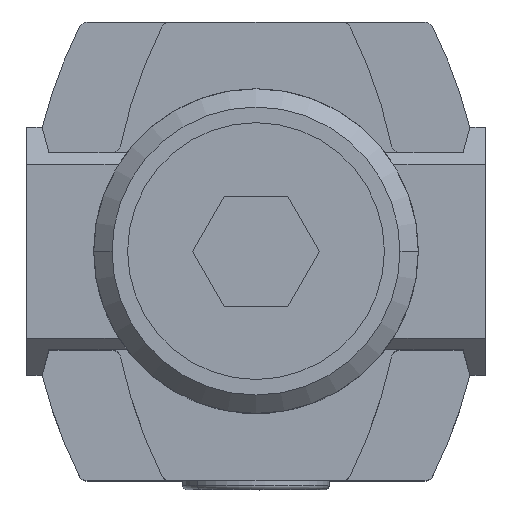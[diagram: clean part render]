
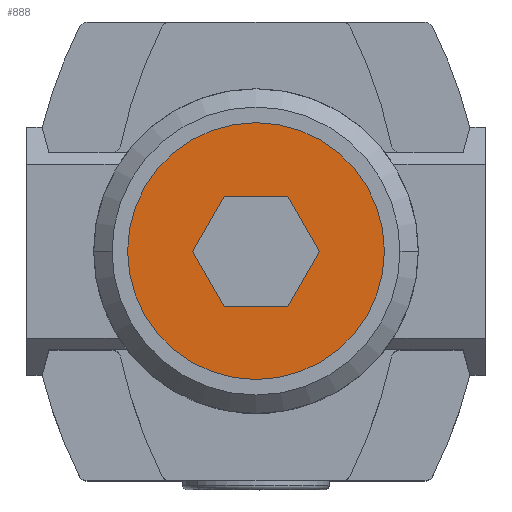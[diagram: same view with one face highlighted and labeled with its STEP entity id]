
A CAD part, top view. The second image highlights one B-rep face of the part: STEP entity #888.
In plain terms, the highlighted planar face has unit normal (0, 0, 1).
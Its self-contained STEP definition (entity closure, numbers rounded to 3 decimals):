
#453 = AXIS2_PLACEMENT_3D ( 'NONE', #8670, #1461, #7907 ) ;
#790 = LINE ( 'NONE', #3689, #2525 ) ;
#825 = DIRECTION ( 'NONE',  ( -0.5, -0.866, 0. ) ) ;
#888 = ADVANCED_FACE ( 'NONE', ( #5280, #2463 ), #5048, .F. ) ;
#918 = EDGE_CURVE ( 'NONE', #7923, #9446, #6701, .T. ) ;
#975 = EDGE_CURVE ( 'NONE', #10010, #9623, #790, .T. ) ;
#1060 = VECTOR ( 'NONE', #7959, 1000. ) ;
#1219 = AXIS2_PLACEMENT_3D ( 'NONE', #7024, #9715, #11364 ) ;
#1461 = DIRECTION ( 'NONE',  ( 0., 0., -1. ) ) ;
#1568 = CARTESIAN_POINT ( 'NONE',  ( 1.732, 3., 25.3 ) ) ;
#1788 = EDGE_LOOP ( 'NONE', ( #7822, #8306, #8896, #3952, #10847, #10706 ) ) ;
#2095 = VERTEX_POINT ( 'NONE', #3933 ) ;
#2332 = LINE ( 'NONE', #6732, #3282 ) ;
#2463 = FACE_OUTER_BOUND ( 'NONE', #5411, .T. ) ;
#2525 = VECTOR ( 'NONE', #5457, 1000. ) ;
#2886 = VERTEX_POINT ( 'NONE', #3170 ) ;
#3170 = CARTESIAN_POINT ( 'NONE',  ( 1.732, -3., 25.3 ) ) ;
#3282 = VECTOR ( 'NONE', #4920, 1000. ) ;
#3403 = DIRECTION ( 'NONE',  ( 0.5, -0.866, 0. ) ) ;
#3560 = VECTOR ( 'NONE', #3403, 1000. ) ;
#3689 = CARTESIAN_POINT ( 'NONE',  ( 3.464, 0., 25.3 ) ) ;
#3817 = DIRECTION ( 'NONE',  ( 0., 0., -1. ) ) ;
#3933 = CARTESIAN_POINT ( 'NONE',  ( -3.464, 0., 25.3 ) ) ;
#3952 = ORIENTED_EDGE ( 'NONE', *, *, #11080, .F. ) ;
#3981 = VERTEX_POINT ( 'NONE', #9767 ) ;
#4706 = CARTESIAN_POINT ( 'NONE',  ( -7., 0., 25.3 ) ) ;
#4776 = ORIENTED_EDGE ( 'NONE', *, *, #918, .F. ) ;
#4816 = CARTESIAN_POINT ( 'NONE',  ( 1.732, 3., 25.3 ) ) ;
#4920 = DIRECTION ( 'NONE',  ( 1., 0., 0. ) ) ;
#5048 = PLANE ( 'NONE',  #1219 ) ;
#5159 = DIRECTION ( 'NONE',  ( 0.5, 0.866, 0. ) ) ;
#5280 = FACE_BOUND ( 'NONE', #1788, .T. ) ;
#5411 = EDGE_LOOP ( 'NONE', ( #10348, #4776 ) ) ;
#5457 = DIRECTION ( 'NONE',  ( -0.5, 0.866, 0. ) ) ;
#5699 = DIRECTION ( 'NONE',  ( 1., 0., 0. ) ) ;
#6129 = LINE ( 'NONE', #1568, #1060 ) ;
#6214 = VECTOR ( 'NONE', #825, 1000. ) ;
#6269 = CARTESIAN_POINT ( 'NONE',  ( -1.732, 3., 25.3 ) ) ;
#6701 = CIRCLE ( 'NONE', #453, 7. ) ;
#6732 = CARTESIAN_POINT ( 'NONE',  ( -1.732, -3., 25.3 ) ) ;
#6852 = EDGE_CURVE ( 'NONE', #2886, #10010, #11536, .T. ) ;
#6892 = LINE ( 'NONE', #7951, #3560 ) ;
#7024 = CARTESIAN_POINT ( 'NONE',  ( 0., 0., 25.3 ) ) ;
#7420 = CARTESIAN_POINT ( 'NONE',  ( -1.732, -3., 25.3 ) ) ;
#7437 = CIRCLE ( 'NONE', #8371, 7. ) ;
#7721 = EDGE_CURVE ( 'NONE', #9446, #7923, #7437, .T. ) ;
#7733 = CARTESIAN_POINT ( 'NONE',  ( 3.464, 0., 25.3 ) ) ;
#7822 = ORIENTED_EDGE ( 'NONE', *, *, #6852, .F. ) ;
#7871 = EDGE_CURVE ( 'NONE', #8044, #2886, #2332, .T. ) ;
#7907 = DIRECTION ( 'NONE',  ( 1., 0., 0. ) ) ;
#7923 = VERTEX_POINT ( 'NONE', #10784 ) ;
#7951 = CARTESIAN_POINT ( 'NONE',  ( -3.464, 0., 25.3 ) ) ;
#7959 = DIRECTION ( 'NONE',  ( -1., 0., 0. ) ) ;
#8044 = VERTEX_POINT ( 'NONE', #7420 ) ;
#8158 = LINE ( 'NONE', #6269, #6214 ) ;
#8306 = ORIENTED_EDGE ( 'NONE', *, *, #7871, .F. ) ;
#8371 = AXIS2_PLACEMENT_3D ( 'NONE', #11099, #3817, #5699 ) ;
#8670 = CARTESIAN_POINT ( 'NONE',  ( 0., 0., 25.3 ) ) ;
#8711 = VECTOR ( 'NONE', #5159, 1000. ) ;
#8896 = ORIENTED_EDGE ( 'NONE', *, *, #10852, .F. ) ;
#9446 = VERTEX_POINT ( 'NONE', #4706 ) ;
#9623 = VERTEX_POINT ( 'NONE', #4816 ) ;
#9715 = DIRECTION ( 'NONE',  ( 0., 0., -1. ) ) ;
#9758 = EDGE_CURVE ( 'NONE', #9623, #3981, #6129, .T. ) ;
#9767 = CARTESIAN_POINT ( 'NONE',  ( -1.732, 3., 25.3 ) ) ;
#10010 = VERTEX_POINT ( 'NONE', #7733 ) ;
#10348 = ORIENTED_EDGE ( 'NONE', *, *, #7721, .F. ) ;
#10706 = ORIENTED_EDGE ( 'NONE', *, *, #975, .F. ) ;
#10784 = CARTESIAN_POINT ( 'NONE',  ( 7., 0., 25.3 ) ) ;
#10847 = ORIENTED_EDGE ( 'NONE', *, *, #9758, .F. ) ;
#10852 = EDGE_CURVE ( 'NONE', #2095, #8044, #6892, .T. ) ;
#11080 = EDGE_CURVE ( 'NONE', #3981, #2095, #8158, .T. ) ;
#11099 = CARTESIAN_POINT ( 'NONE',  ( 0., 0., 25.3 ) ) ;
#11364 = DIRECTION ( 'NONE',  ( 1., 0., 0. ) ) ;
#11536 = LINE ( 'NONE', #11590, #8711 ) ;
#11590 = CARTESIAN_POINT ( 'NONE',  ( 1.732, -3., 25.3 ) ) ;
